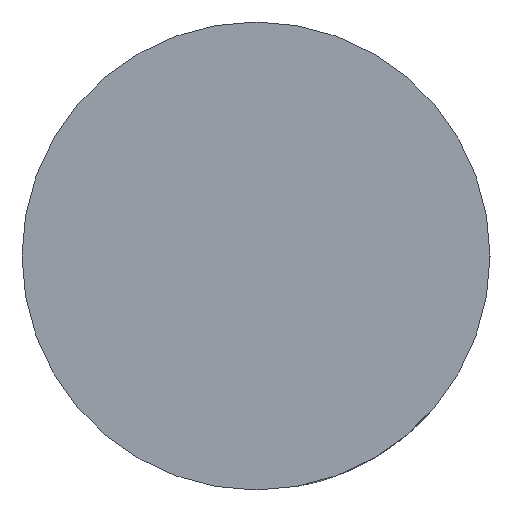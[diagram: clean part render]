
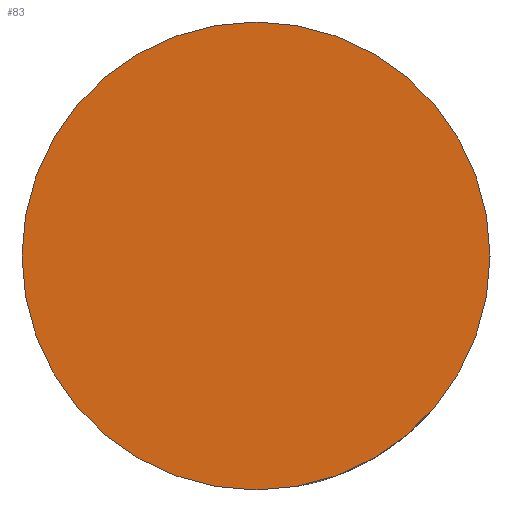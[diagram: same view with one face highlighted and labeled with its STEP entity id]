
A CAD part, left-side view. The second image highlights one B-rep face of the part: STEP entity #83.
In plain terms, the highlighted planar face has unit normal (-1, 0, 0).
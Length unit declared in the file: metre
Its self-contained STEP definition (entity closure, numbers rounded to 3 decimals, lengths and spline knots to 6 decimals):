
#28=ORIENTED_EDGE('',*,*,#39,.T.);
#39=EDGE_CURVE('',#45,#45,#50,.T.);
#45=VERTEX_POINT('',#155);
#50=CIRCLE('',#105,0.004763);
#56=EDGE_LOOP('',(#28));
#68=FACE_BOUND('',#56,.T.);
#78=PLANE('',#104);
#83=ADVANCED_FACE('',(#68),#78,.T.);
#104=AXIS2_PLACEMENT_3D('',#153,#120,#121);
#105=AXIS2_PLACEMENT_3D('',#154,#122,#123);
#120=DIRECTION('',(-1.,0.,0.));
#121=DIRECTION('',(0.,0.866,0.5));
#122=DIRECTION('',(-1.,0.,0.));
#123=DIRECTION('',(0.,0.,1.));
#153=CARTESIAN_POINT('',(-0.028142,-0.539128,-0.058606));
#154=CARTESIAN_POINT('',(-0.028142,-0.539874,-0.057313));
#155=CARTESIAN_POINT('',(-0.028142,-0.539874,-0.052551));
